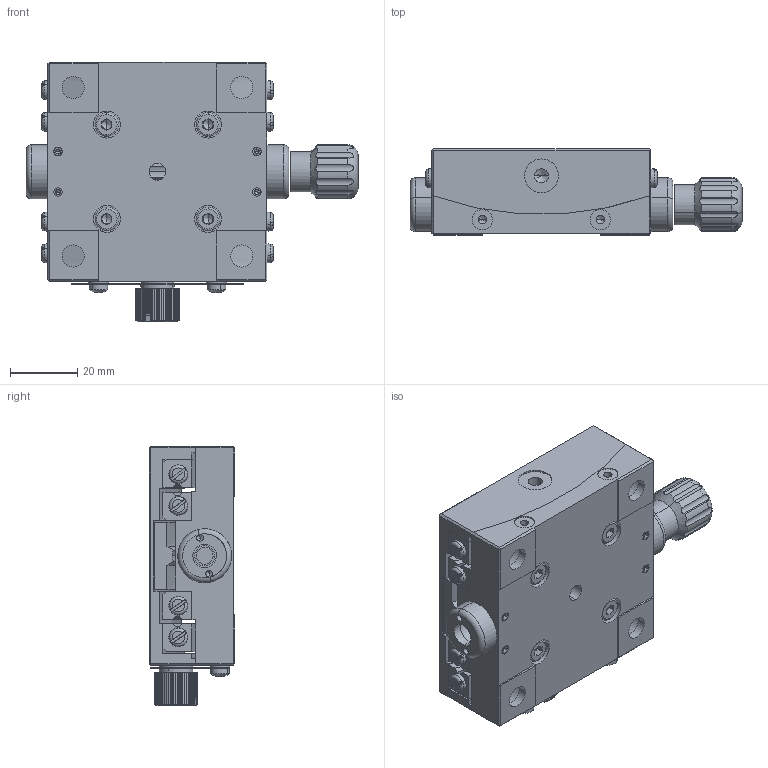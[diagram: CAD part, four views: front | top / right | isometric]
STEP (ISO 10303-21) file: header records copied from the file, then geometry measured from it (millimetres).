
FILE_DESCRIPTION (( 'STEP AP214' ), '1' );
FILE_NAME ('KSMG10-65.step', '2019-12-04T02:20:12', ( '' ), ( '' ), 'SwSTEP 2.0', 'SolidWorks 2017', '' );
FILE_SCHEMA (( 'AUTOMOTIVE_DESIGN' ));
Length unit declared in the file: millimetre
Products named in the file (1): KSMG10-65
Bounding box: 98.5 x 25.5 x 77 mm (x, y, z)
Volume: 93340.7 mm3; surface area: 56180.7 mm2
Topology: 48 solids, 48 shells, 1549 faces, 3838 edges, 2400 vertices
Faces by surface type: plane 817, cylinder 472, cone 190, torus 66, sphere 4
Entity records: 66447 total; most frequent: CARTESIAN_POINT 12052, DIRECTION 7751, ORIENTED_EDGE 7508, EDGE_CURVE 3754, AXIS2_PLACEMENT_3D 2825, VERTEX_POINT 2400, VECTOR 2101, LINE 2101
